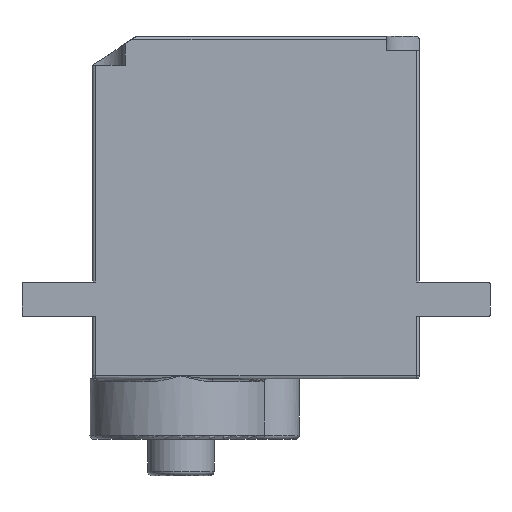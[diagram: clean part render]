
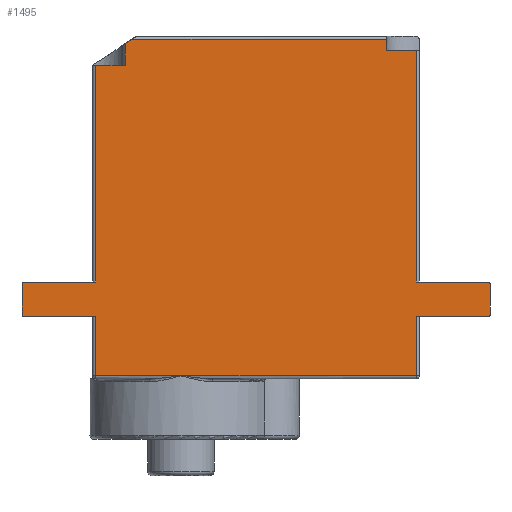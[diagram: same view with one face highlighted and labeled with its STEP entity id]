
A CAD part, left-side view. The second image highlights one B-rep face of the part: STEP entity #1495.
In plain terms, the highlighted planar face has unit normal (-1, 0, 0).
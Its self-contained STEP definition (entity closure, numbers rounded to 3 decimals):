
#98=CIRCLE('',#1634,0.1);
#99=CIRCLE('',#1635,0.1);
#100=CIRCLE('',#1636,0.1);
#101=CIRCLE('',#1637,0.1);
#219=FACE_OUTER_BOUND('',#308,.T.);
#308=EDGE_LOOP('',(#1173,#1174,#1175,#1176,#1177,#1178,#1179,#1180,#1181,
#1182,#1183,#1184,#1185,#1186,#1187,#1188,#1189,#1190,#1191,#1192,#1193,
#1194));
#380=LINE('',#2225,#501);
#381=LINE('',#2229,#502);
#384=LINE('',#2242,#505);
#388=LINE('',#2268,#509);
#391=LINE('',#2290,#512);
#397=LINE('',#2330,#518);
#429=LINE('',#2664,#550);
#431=LINE('',#2671,#552);
#432=LINE('',#2675,#553);
#433=LINE('',#2677,#554);
#434=LINE('',#2681,#555);
#435=LINE('',#2684,#556);
#436=LINE('',#2686,#557);
#437=LINE('',#2688,#558);
#438=LINE('',#2690,#559);
#439=LINE('',#2694,#560);
#440=LINE('',#2698,#561);
#441=LINE('',#2699,#562);
#501=VECTOR('',#1763,10.);
#502=VECTOR('',#1768,10.);
#505=VECTOR('',#1783,10.);
#509=VECTOR('',#1797,10.);
#512=VECTOR('',#1808,10.);
#518=VECTOR('',#1826,10.);
#550=VECTOR('',#1930,10.);
#552=VECTOR('',#1940,10.);
#553=VECTOR('',#1945,10.);
#554=VECTOR('',#1946,10.);
#555=VECTOR('',#1949,10.);
#556=VECTOR('',#1952,10.);
#557=VECTOR('',#1953,10.);
#558=VECTOR('',#1954,10.);
#559=VECTOR('',#1955,10.);
#560=VECTOR('',#1958,10.);
#561=VECTOR('',#1961,10.);
#562=VECTOR('',#1962,10.);
#618=VERTEX_POINT('',#2221);
#619=VERTEX_POINT('',#2223);
#620=VERTEX_POINT('',#2227);
#624=VERTEX_POINT('',#2241);
#629=VERTEX_POINT('',#2255);
#631=VERTEX_POINT('',#2267);
#636=VERTEX_POINT('',#2287);
#673=VERTEX_POINT('',#2505);
#688=VERTEX_POINT('',#2663);
#689=VERTEX_POINT('',#2670);
#690=VERTEX_POINT('',#2674);
#691=VERTEX_POINT('',#2676);
#692=VERTEX_POINT('',#2678);
#693=VERTEX_POINT('',#2680);
#694=VERTEX_POINT('',#2682);
#695=VERTEX_POINT('',#2685);
#696=VERTEX_POINT('',#2687);
#697=VERTEX_POINT('',#2689);
#698=VERTEX_POINT('',#2691);
#699=VERTEX_POINT('',#2693);
#700=VERTEX_POINT('',#2695);
#701=VERTEX_POINT('',#2697);
#765=EDGE_CURVE('',#618,#619,#380,.T.);
#767=EDGE_CURVE('',#619,#620,#381,.T.);
#773=EDGE_CURVE('',#618,#624,#384,.T.);
#781=EDGE_CURVE('',#631,#629,#388,.T.);
#788=EDGE_CURVE('',#636,#631,#391,.T.);
#799=EDGE_CURVE('',#624,#629,#397,.T.);
#864=EDGE_CURVE('',#673,#688,#429,.T.);
#868=EDGE_CURVE('',#688,#689,#431,.T.);
#870=EDGE_CURVE('',#690,#620,#432,.T.);
#871=EDGE_CURVE('',#691,#690,#433,.T.);
#872=EDGE_CURVE('',#692,#691,#98,.T.);
#873=EDGE_CURVE('',#692,#693,#434,.T.);
#874=EDGE_CURVE('',#694,#693,#99,.T.);
#875=EDGE_CURVE('',#689,#694,#435,.T.);
#876=EDGE_CURVE('',#695,#673,#436,.T.);
#877=EDGE_CURVE('',#696,#695,#437,.T.);
#878=EDGE_CURVE('',#697,#696,#438,.T.);
#879=EDGE_CURVE('',#698,#697,#100,.T.);
#880=EDGE_CURVE('',#699,#698,#439,.T.);
#881=EDGE_CURVE('',#700,#699,#101,.T.);
#882=EDGE_CURVE('',#701,#700,#440,.T.);
#883=EDGE_CURVE('',#636,#701,#441,.T.);
#1173=ORIENTED_EDGE('',*,*,#767,.T.);
#1174=ORIENTED_EDGE('',*,*,#870,.F.);
#1175=ORIENTED_EDGE('',*,*,#871,.F.);
#1176=ORIENTED_EDGE('',*,*,#872,.F.);
#1177=ORIENTED_EDGE('',*,*,#873,.T.);
#1178=ORIENTED_EDGE('',*,*,#874,.F.);
#1179=ORIENTED_EDGE('',*,*,#875,.F.);
#1180=ORIENTED_EDGE('',*,*,#868,.F.);
#1181=ORIENTED_EDGE('',*,*,#864,.F.);
#1182=ORIENTED_EDGE('',*,*,#876,.F.);
#1183=ORIENTED_EDGE('',*,*,#877,.F.);
#1184=ORIENTED_EDGE('',*,*,#878,.F.);
#1185=ORIENTED_EDGE('',*,*,#879,.F.);
#1186=ORIENTED_EDGE('',*,*,#880,.F.);
#1187=ORIENTED_EDGE('',*,*,#881,.F.);
#1188=ORIENTED_EDGE('',*,*,#882,.F.);
#1189=ORIENTED_EDGE('',*,*,#883,.F.);
#1190=ORIENTED_EDGE('',*,*,#788,.T.);
#1191=ORIENTED_EDGE('',*,*,#781,.T.);
#1192=ORIENTED_EDGE('',*,*,#799,.F.);
#1193=ORIENTED_EDGE('',*,*,#773,.F.);
#1194=ORIENTED_EDGE('',*,*,#765,.T.);
#1437=PLANE('',#1633);
#1495=ADVANCED_FACE('',(#219),#1437,.T.);
#1633=AXIS2_PLACEMENT_3D('',#2673,#1943,#1944);
#1634=AXIS2_PLACEMENT_3D('',#2679,#1947,#1948);
#1635=AXIS2_PLACEMENT_3D('',#2683,#1950,#1951);
#1636=AXIS2_PLACEMENT_3D('',#2692,#1956,#1957);
#1637=AXIS2_PLACEMENT_3D('',#2696,#1959,#1960);
#1763=DIRECTION('',(0.,0.,-1.));
#1768=DIRECTION('',(0.,1.,0.));
#1783=DIRECTION('',(0.,-0.832,0.555));
#1797=DIRECTION('',(0.,0.,1.));
#1808=DIRECTION('',(0.,1.,0.));
#1826=DIRECTION('',(0.,-1.,0.));
#1930=DIRECTION('',(0.,1.,0.));
#1940=DIRECTION('',(0.,0.,1.));
#1943=DIRECTION('center_axis',(-1.,0.,0.));
#1944=DIRECTION('ref_axis',(0.,1.,0.));
#1945=DIRECTION('',(0.,0.,1.));
#1946=DIRECTION('',(0.,-1.,0.));
#1947=DIRECTION('center_axis',(1.,0.,0.));
#1948=DIRECTION('ref_axis',(0.,0.707,0.707));
#1949=DIRECTION('',(0.,0.,-1.));
#1950=DIRECTION('center_axis',(1.,0.,0.));
#1951=DIRECTION('ref_axis',(0.,0.707,-0.707));
#1952=DIRECTION('',(0.,1.,0.));
#1953=DIRECTION('',(0.,1.,0.));
#1954=DIRECTION('',(0.,0.,-1.));
#1955=DIRECTION('',(0.,1.,0.));
#1956=DIRECTION('center_axis',(1.,0.,0.));
#1957=DIRECTION('ref_axis',(0.,-0.707,-0.707));
#1958=DIRECTION('',(0.,0.,-1.));
#1959=DIRECTION('center_axis',(1.,0.,0.));
#1960=DIRECTION('ref_axis',(0.,-0.707,0.707));
#1961=DIRECTION('',(0.,-1.,0.));
#1962=DIRECTION('',(0.,0.,-1.));
#2221=CARTESIAN_POINT('',(-6.3,9.05,-0.5));
#2223=CARTESIAN_POINT('',(-6.3,9.05,-2.));
#2225=CARTESIAN_POINT('',(-6.3,9.05,0.));
#2227=CARTESIAN_POINT('',(-6.3,11.1,-2.));
#2229=CARTESIAN_POINT('',(-6.3,-0.562,-2.));
#2241=CARTESIAN_POINT('',(-6.3,8.6,-0.2));
#2242=CARTESIAN_POINT('',(-6.3,2.265,4.023));
#2255=CARTESIAN_POINT('',(-6.3,-9.05,-0.2));
#2267=CARTESIAN_POINT('',(-6.3,-9.05,-1.));
#2268=CARTESIAN_POINT('',(-6.3,-9.05,0.));
#2287=CARTESIAN_POINT('',(-6.3,-11.1,-1.));
#2290=CARTESIAN_POINT('',(-6.3,-10.738,-1.));
#2330=CARTESIAN_POINT('',(-6.3,-5.65,-0.2));
#2505=CARTESIAN_POINT('',(-6.3,5.2,-23.5));
#2663=CARTESIAN_POINT('',(-6.3,11.1,-23.5));
#2664=CARTESIAN_POINT('',(-6.3,-5.65,-23.5));
#2670=CARTESIAN_POINT('',(-6.3,11.1,-19.4));
#2671=CARTESIAN_POINT('',(-6.3,11.1,0.));
#2673=CARTESIAN_POINT('Origin',(-6.3,-11.3,0.));
#2674=CARTESIAN_POINT('',(-6.3,11.1,-17.));
#2675=CARTESIAN_POINT('',(-6.3,11.1,0.));
#2676=CARTESIAN_POINT('',(-6.3,16.1,-17.));
#2677=CARTESIAN_POINT('',(-6.3,16.2,-17.));
#2678=CARTESIAN_POINT('',(-6.3,16.2,-17.1));
#2679=CARTESIAN_POINT('Origin',(-6.3,16.1,-17.1));
#2680=CARTESIAN_POINT('',(-6.3,16.2,-19.3));
#2681=CARTESIAN_POINT('',(-6.3,16.2,-17.));
#2682=CARTESIAN_POINT('',(-6.3,16.1,-19.4));
#2683=CARTESIAN_POINT('Origin',(-6.3,16.1,-19.3));
#2684=CARTESIAN_POINT('',(-6.3,16.2,-19.4));
#2685=CARTESIAN_POINT('',(-6.3,-11.1,-23.5));
#2686=CARTESIAN_POINT('',(-6.3,-5.65,-23.5));
#2687=CARTESIAN_POINT('',(-6.3,-11.1,-19.4));
#2688=CARTESIAN_POINT('',(-6.3,-11.1,0.));
#2689=CARTESIAN_POINT('',(-6.3,-16.1,-19.4));
#2690=CARTESIAN_POINT('',(-6.3,16.2,-19.4));
#2691=CARTESIAN_POINT('',(-6.3,-16.2,-19.3));
#2692=CARTESIAN_POINT('Origin',(-6.3,-16.1,-19.3));
#2693=CARTESIAN_POINT('',(-6.3,-16.2,-17.1));
#2694=CARTESIAN_POINT('',(-6.3,-16.2,-17.));
#2695=CARTESIAN_POINT('',(-6.3,-16.1,-17.));
#2696=CARTESIAN_POINT('Origin',(-6.3,-16.1,-17.1));
#2697=CARTESIAN_POINT('',(-6.3,-11.1,-17.));
#2698=CARTESIAN_POINT('',(-6.3,16.2,-17.));
#2699=CARTESIAN_POINT('',(-6.3,-11.1,0.));
